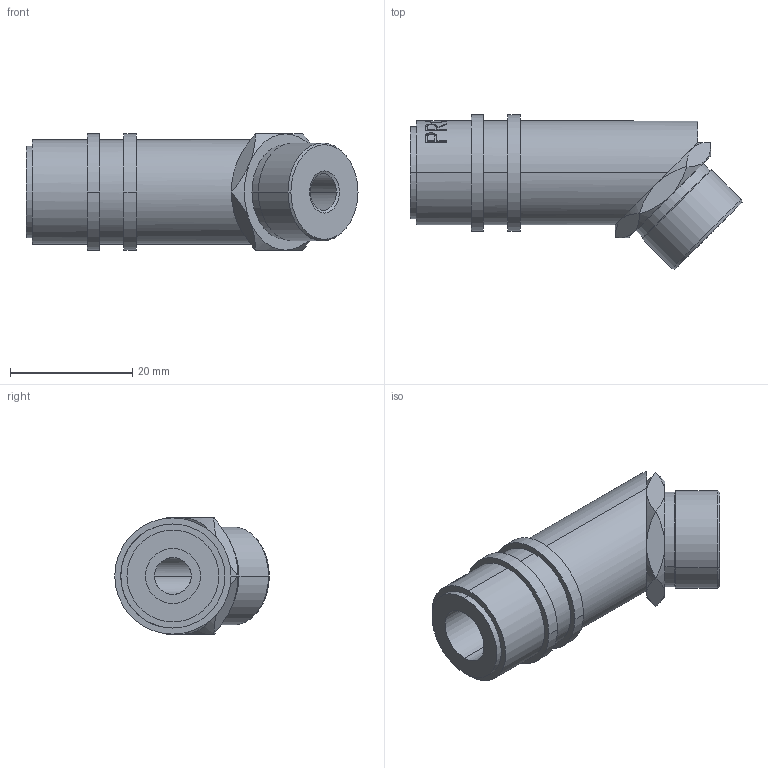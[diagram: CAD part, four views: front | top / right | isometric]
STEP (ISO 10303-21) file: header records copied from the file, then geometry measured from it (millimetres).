
FILE_DESCRIPTION (( 'STEP AP203' ), '1' );
FILE_NAME ('a885.STEP', '2022-07-27T14:24:58', ( '' ), ( '' ), 'SwSTEP 2.0', 'SolidWorks 2019', '' );
FILE_SCHEMA (( 'CONFIG_CONTROL_DESIGN' ));
Length unit declared in the file: millimetre
Products named in the file (1): a885
Bounding box: 54.25 x 25.25 x 19 mm (x, y, z)
Volume: 10513.4 mm3; surface area: 5210 mm2
Topology: 3 solids, 3 shells, 145 faces, 352 edges, 225 vertices
Faces by surface type: plane 52, bspline 42, cylinder 31, cone 20
Entity records: 9152 total; most frequent: CARTESIAN_POINT 6046, ORIENTED_EDGE 704, DIRECTION 492, EDGE_CURVE 352, VERTEX_POINT 225, AXIS2_PLACEMENT_3D 204, EDGE_LOOP 163, B_SPLINE_CURVE_WITH_KNOTS 160
